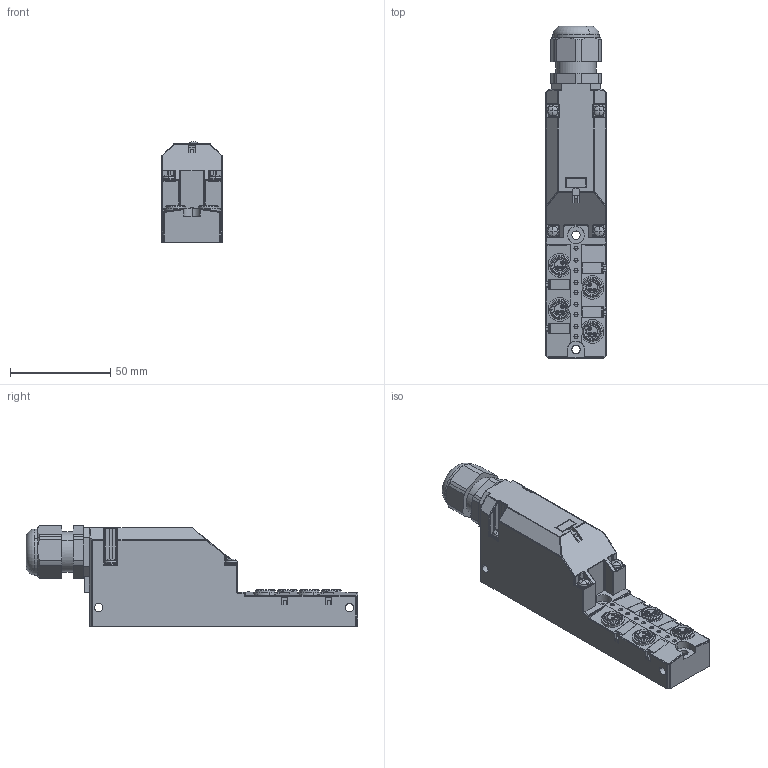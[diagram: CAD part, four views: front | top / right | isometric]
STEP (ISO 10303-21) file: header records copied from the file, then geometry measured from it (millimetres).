
FILE_DESCRIPTION(('CATIA V5 STEP Exchange','CAx-IF Rec.Pracs.--- Model Styling and Organization---1.4--- 2014-01-23'),'2;1');
FILE_NAME ('1352788-2_0', '2022-04-21T10:10:47+00:00', ('none'), ('Weidmueller'), 'CATIA Version 5-6 Release 2016 SP3 HF44', 'CATIA V5 STEP AP214', 'none');
FILE_SCHEMA(('AUTOMOTIVE_DESIGN { 1 0 10303 214 1 1 1 1 }'));
Length unit declared in the file: millimetre
Products named in the file (1): 2818930000
Bounding box: 30 x 165.4 x 50.09 mm (x, y, z)
Volume: 138889.6 mm3; surface area: 31748.4 mm2
Topology: 24 solids, 33 shells, 1123 faces, 2729 edges, 1729 vertices
Faces by surface type: cylinder 422, plane 411, cone 132, sphere 66, torus 64, bspline 28
Entity records: 35321 total; most frequent: CARTESIAN_POINT 10668, ORIENTED_EDGE 5398, DIRECTION 4172, EDGE_CURVE 2699, AXIS2_PLACEMENT_3D 1853, VERTEX_POINT 1729, VECTOR 1281, LINE 1281
